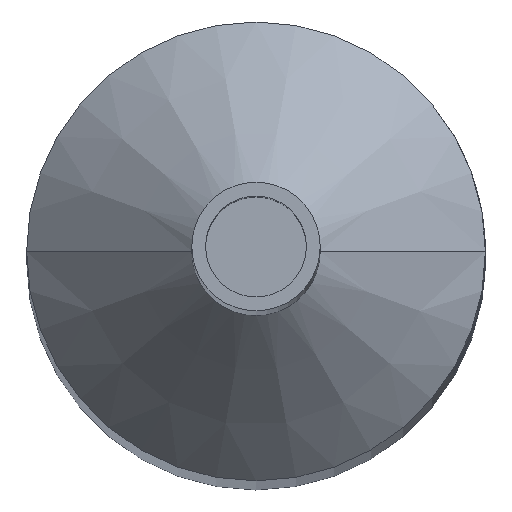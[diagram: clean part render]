
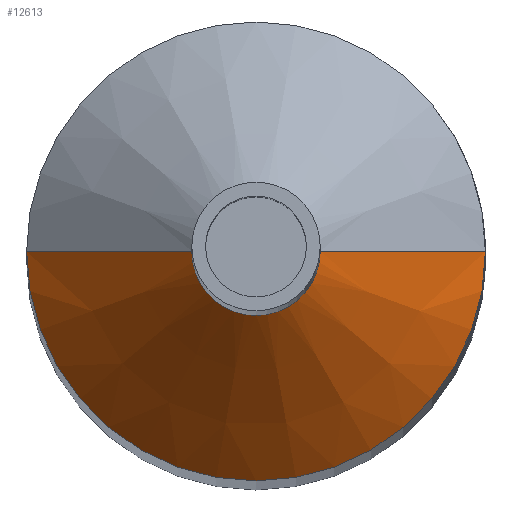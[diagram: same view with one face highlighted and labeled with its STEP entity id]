
A CAD part, top view. The second image highlights one B-rep face of the part: STEP entity #12613.
In plain terms, the highlighted conical face has half-angle 45 degrees and reference radius 2.5 mm.
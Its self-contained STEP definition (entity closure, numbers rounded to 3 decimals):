
#364 = CARTESIAN_POINT ( 'NONE',  ( 2.5, 0., -30.8 ) ) ;
#455 = CIRCLE ( 'NONE', #10409, 2.5 ) ;
#516 = CONICAL_SURFACE ( 'NONE', #11996, 2.5, 0.785 ) ;
#730 = CARTESIAN_POINT ( 'NONE',  ( 0.7, 0., -29. ) ) ;
#867 = ORIENTED_EDGE ( 'NONE', *, *, #9429, .F. ) ;
#1096 = EDGE_CURVE ( 'NONE', #4617, #12364, #3651, .T. ) ;
#2337 = CARTESIAN_POINT ( 'NONE',  ( 0., 0., -29. ) ) ;
#2766 = LINE ( 'NONE', #13482, #5111 ) ;
#3651 = LINE ( 'NONE', #5006, #4108 ) ;
#3746 = AXIS2_PLACEMENT_3D ( 'NONE', #2337, #7136, #13457 ) ;
#3817 = DIRECTION ( 'NONE',  ( -0.707, 0., -0.707 ) ) ;
#4108 = VECTOR ( 'NONE', #3817, 1000. ) ;
#4617 = VERTEX_POINT ( 'NONE', #14201 ) ;
#4877 = CARTESIAN_POINT ( 'NONE',  ( 0., 0., -30.8 ) ) ;
#5006 = CARTESIAN_POINT ( 'NONE',  ( -2.5, 0., -30.8 ) ) ;
#5111 = VECTOR ( 'NONE', #12525, 1000. ) ;
#5769 = VERTEX_POINT ( 'NONE', #730 ) ;
#6205 = EDGE_CURVE ( 'NONE', #12364, #10641, #455, .T. ) ;
#7136 = DIRECTION ( 'NONE',  ( 0., 0., 1. ) ) ;
#7399 = CARTESIAN_POINT ( 'NONE',  ( -2.5, 0., -30.8 ) ) ;
#7439 = ORIENTED_EDGE ( 'NONE', *, *, #6205, .T. ) ;
#7556 = CARTESIAN_POINT ( 'NONE',  ( 0., 0., -30.8 ) ) ;
#7807 = EDGE_LOOP ( 'NONE', ( #9547, #867, #8110, #7439 ) ) ;
#8110 = ORIENTED_EDGE ( 'NONE', *, *, #1096, .T. ) ;
#9360 = CIRCLE ( 'NONE', #3746, 0.7 ) ;
#9429 = EDGE_CURVE ( 'NONE', #4617, #5769, #9360, .T. ) ;
#9547 = ORIENTED_EDGE ( 'NONE', *, *, #11660, .F. ) ;
#10409 = AXIS2_PLACEMENT_3D ( 'NONE', #7556, #14762, #13324 ) ;
#10641 = VERTEX_POINT ( 'NONE', #364 ) ;
#10810 = DIRECTION ( 'NONE',  ( 0., 0., -1. ) ) ;
#11660 = EDGE_CURVE ( 'NONE', #5769, #10641, #2766, .T. ) ;
#11996 = AXIS2_PLACEMENT_3D ( 'NONE', #4877, #10810, #12163 ) ;
#12012 = FACE_OUTER_BOUND ( 'NONE', #7807, .T. ) ;
#12163 = DIRECTION ( 'NONE',  ( -1., 0., 0. ) ) ;
#12364 = VERTEX_POINT ( 'NONE', #7399 ) ;
#12525 = DIRECTION ( 'NONE',  ( 0.707, 0., -0.707 ) ) ;
#12613 = ADVANCED_FACE ( 'NONE', ( #12012 ), #516, .T. ) ;
#13324 = DIRECTION ( 'NONE',  ( 1., 0., 0. ) ) ;
#13457 = DIRECTION ( 'NONE',  ( 1., 0., 0. ) ) ;
#13482 = CARTESIAN_POINT ( 'NONE',  ( 2.5, 0., -30.8 ) ) ;
#14201 = CARTESIAN_POINT ( 'NONE',  ( -0.7, 0., -29. ) ) ;
#14762 = DIRECTION ( 'NONE',  ( 0., 0., 1. ) ) ;
